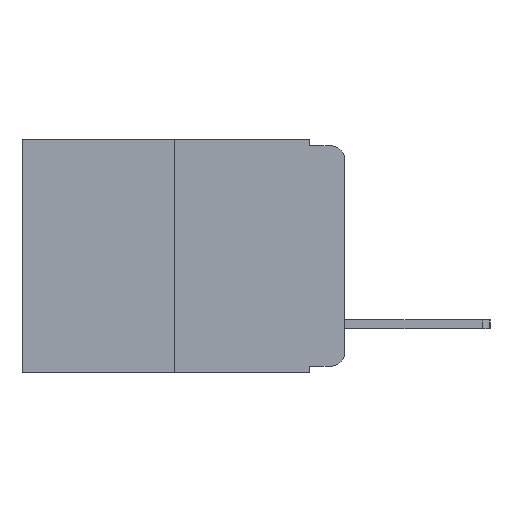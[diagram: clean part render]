
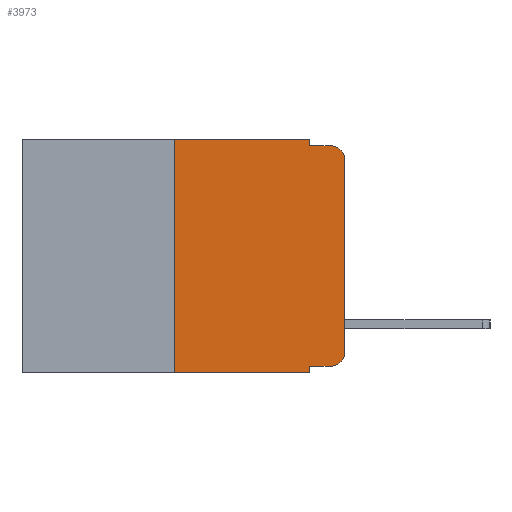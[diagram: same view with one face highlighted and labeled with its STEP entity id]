
A CAD part, left-side view. The second image highlights one B-rep face of the part: STEP entity #3973.
In plain terms, the highlighted planar face has unit normal (-1, 0, 0).
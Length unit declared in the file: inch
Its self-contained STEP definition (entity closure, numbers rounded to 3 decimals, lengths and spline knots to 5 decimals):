
#195 = DIRECTION ( 'NONE',  ( -1., 0., 0. ) ) ;
#201 = CARTESIAN_POINT ( 'NONE',  ( 0., 0.473, -0.343 ) ) ;
#334 = LINE ( 'NONE', #5107, #9911 ) ;
#564 = CIRCLE ( 'NONE', #9597, 0.02 ) ;
#734 = ORIENTED_EDGE ( 'NONE', *, *, #19112, .T. ) ;
#916 = DIRECTION ( 'NONE',  ( 0., -1., 0. ) ) ;
#1032 = VERTEX_POINT ( 'NONE', #13113 ) ;
#1082 = LINE ( 'NONE', #17711, #10070 ) ;
#1091 = CARTESIAN_POINT ( 'NONE',  ( 0., 0.051, 0. ) ) ;
#1580 = DIRECTION ( 'NONE',  ( 0., 0., -1. ) ) ;
#1857 = EDGE_CURVE ( 'NONE', #18808, #15132, #10074, .T. ) ;
#1976 = EDGE_CURVE ( 'NONE', #6384, #1032, #12547, .T. ) ;
#2113 = VERTEX_POINT ( 'NONE', #4194 ) ;
#3214 = EDGE_CURVE ( 'NONE', #1032, #21578, #334, .T. ) ;
#3296 = DIRECTION ( 'NONE',  ( 0., 0., -1. ) ) ;
#3366 = CARTESIAN_POINT ( 'NONE',  ( 0., 0.051, 0. ) ) ;
#3973 = ADVANCED_FACE ( 'NONE', ( #8504 ), #8177, .F. ) ;
#4194 = CARTESIAN_POINT ( 'NONE',  ( 0., 0.02, -0.333 ) ) ;
#4207 = VECTOR ( 'NONE', #3296, 39.37008 ) ;
#4438 = ORIENTED_EDGE ( 'NONE', *, *, #1857, .T. ) ;
#4448 = EDGE_CURVE ( 'NONE', #16623, #21578, #13170, .T. ) ;
#4614 = CARTESIAN_POINT ( 'NONE',  ( 0., 0.25, 0. ) ) ;
#5107 = CARTESIAN_POINT ( 'NONE',  ( 0., 0.051, -0.01 ) ) ;
#5338 = VECTOR ( 'NONE', #916, 39.37008 ) ;
#5361 = DIRECTION ( 'NONE',  ( 0., 0., 1. ) ) ;
#5643 = CARTESIAN_POINT ( 'NONE',  ( 0., 0.051, 0. ) ) ;
#5646 = CARTESIAN_POINT ( 'NONE',  ( 0., 0.473, 0. ) ) ;
#5660 = EDGE_CURVE ( 'NONE', #11746, #16623, #1082, .T. ) ;
#6384 = VERTEX_POINT ( 'NONE', #5643 ) ;
#6438 = VECTOR ( 'NONE', #22315, 39.37008 ) ;
#6507 = CARTESIAN_POINT ( 'NONE',  ( 0., 0.25, -0.343 ) ) ;
#7052 = CARTESIAN_POINT ( 'NONE',  ( 0., 0.051, -0.333 ) ) ;
#7531 = ORIENTED_EDGE ( 'NONE', *, *, #4448, .T. ) ;
#8095 = ORIENTED_EDGE ( 'NONE', *, *, #3214, .F. ) ;
#8151 = LINE ( 'NONE', #11721, #21608 ) ;
#8177 = PLANE ( 'NONE',  #8489 ) ;
#8197 = DIRECTION ( 'NONE',  ( 1., 0., 0. ) ) ;
#8221 = DIRECTION ( 'NONE',  ( 0., 0., 1. ) ) ;
#8383 = DIRECTION ( 'NONE',  ( 0., 0., -1. ) ) ;
#8489 = AXIS2_PLACEMENT_3D ( 'NONE', #5646, #8197, #8383 ) ;
#8504 = FACE_OUTER_BOUND ( 'NONE', #14137, .T. ) ;
#9186 = ORIENTED_EDGE ( 'NONE', *, *, #21449, .F. ) ;
#9262 = VECTOR ( 'NONE', #10190, 39.37008 ) ;
#9597 = AXIS2_PLACEMENT_3D ( 'NONE', #10947, #195, #12739 ) ;
#9911 = VECTOR ( 'NONE', #20559, 39.37008 ) ;
#10005 = DIRECTION ( 'NONE',  ( 0., -1., 0. ) ) ;
#10070 = VECTOR ( 'NONE', #5361, 39.37008 ) ;
#10074 = LINE ( 'NONE', #201, #5338 ) ;
#10190 = DIRECTION ( 'NONE',  ( 0., 0., -1. ) ) ;
#10408 = CARTESIAN_POINT ( 'NONE',  ( 0., 0.02, -0.01 ) ) ;
#10947 = CARTESIAN_POINT ( 'NONE',  ( 0., 0.02, -0.313 ) ) ;
#11601 = AXIS2_PLACEMENT_3D ( 'NONE', #22798, #12314, #1580 ) ;
#11675 = CARTESIAN_POINT ( 'NONE',  ( 0., 0., -0.313 ) ) ;
#11688 = LINE ( 'NONE', #15279, #6438 ) ;
#11721 = CARTESIAN_POINT ( 'NONE',  ( 0., 0.051, -0.333 ) ) ;
#11746 = VERTEX_POINT ( 'NONE', #11675 ) ;
#11988 = LINE ( 'NONE', #4614, #20214 ) ;
#12314 = DIRECTION ( 'NONE',  ( -1., 0., 0. ) ) ;
#12547 = LINE ( 'NONE', #3366, #4207 ) ;
#12739 = DIRECTION ( 'NONE',  ( 0., 0., -1. ) ) ;
#12780 = ORIENTED_EDGE ( 'NONE', *, *, #1976, .F. ) ;
#13113 = CARTESIAN_POINT ( 'NONE',  ( 0., 0.051, -0.01 ) ) ;
#13170 = CIRCLE ( 'NONE', #11601, 0.02 ) ;
#13327 = ORIENTED_EDGE ( 'NONE', *, *, #22622, .F. ) ;
#13760 = VERTEX_POINT ( 'NONE', #14996 ) ;
#13957 = LINE ( 'NONE', #1091, #9262 ) ;
#14137 = EDGE_LOOP ( 'NONE', ( #21011, #7531, #8095, #12780, #17436, #13327, #4438, #9186, #19098, #734 ) ) ;
#14737 = VERTEX_POINT ( 'NONE', #7052 ) ;
#14996 = CARTESIAN_POINT ( 'NONE',  ( 0., 0.25, 0. ) ) ;
#15132 = VERTEX_POINT ( 'NONE', #16883 ) ;
#15147 = EDGE_CURVE ( 'NONE', #13760, #6384, #11688, .T. ) ;
#15279 = CARTESIAN_POINT ( 'NONE',  ( 0., 0.473, 0. ) ) ;
#16623 = VERTEX_POINT ( 'NONE', #22861 ) ;
#16883 = CARTESIAN_POINT ( 'NONE',  ( 0., 0.051, -0.343 ) ) ;
#17436 = ORIENTED_EDGE ( 'NONE', *, *, #15147, .F. ) ;
#17711 = CARTESIAN_POINT ( 'NONE',  ( 0., 0., 0. ) ) ;
#18808 = VERTEX_POINT ( 'NONE', #6507 ) ;
#19098 = ORIENTED_EDGE ( 'NONE', *, *, #20285, .T. ) ;
#19112 = EDGE_CURVE ( 'NONE', #2113, #11746, #564, .T. ) ;
#20214 = VECTOR ( 'NONE', #8221, 39.37008 ) ;
#20285 = EDGE_CURVE ( 'NONE', #14737, #2113, #8151, .T. ) ;
#20559 = DIRECTION ( 'NONE',  ( 0., -1., 0. ) ) ;
#21011 = ORIENTED_EDGE ( 'NONE', *, *, #5660, .T. ) ;
#21449 = EDGE_CURVE ( 'NONE', #14737, #15132, #13957, .T. ) ;
#21578 = VERTEX_POINT ( 'NONE', #10408 ) ;
#21608 = VECTOR ( 'NONE', #10005, 39.37008 ) ;
#22315 = DIRECTION ( 'NONE',  ( 0., -1., 0. ) ) ;
#22622 = EDGE_CURVE ( 'NONE', #18808, #13760, #11988, .T. ) ;
#22798 = CARTESIAN_POINT ( 'NONE',  ( 0., 0.02, -0.03 ) ) ;
#22861 = CARTESIAN_POINT ( 'NONE',  ( 0., 0., -0.03 ) ) ;
